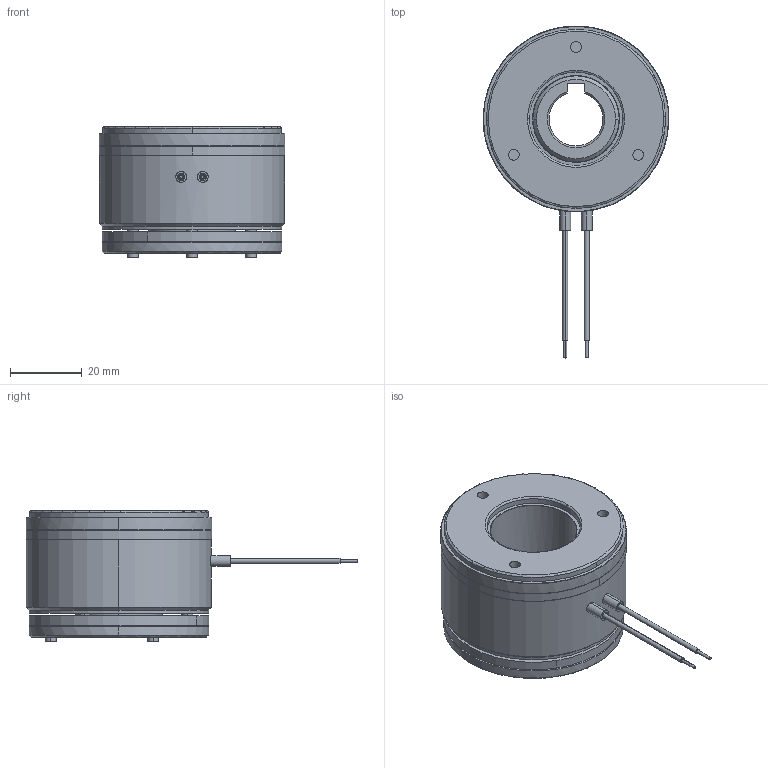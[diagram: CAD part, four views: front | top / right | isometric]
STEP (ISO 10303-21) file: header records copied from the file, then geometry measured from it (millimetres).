
FILE_DESCRIPTION(('STEP AP214'),'1');
FILE_NAME('015-80-0001-001.stp','2023-01-25T05:18:31',(' '),(' '),'Spatial InterOp 3D',' ',' ');
FILE_SCHEMA(('AUTOMOTIVE_DESIGN { 1 0 10303 214 1 1 1 1 }'));
Length unit declared in the file: metre
Products named in the file (9): 015-80-0001-001; 015-80-0001-001(2)^015-80-0001-001.STEP; 015-33-0002-001^015-80-0001-001(2)_015-80-0001-001.STEP; 015-33-0006-001^015-80-0001-001(2)_015-80-0001-001.STEP; 015-33-0007-001^015-80-0001-001(2)_015-80-0001-001.STEP; 015-33-0008-001^015-80-0001-001(2)_015-80-0001-001.STEP; 171-0002-0008-0001^015-80-0001-001(2)_015-80-0001-001.STEP; M3_TIRTILLI_RONDELA
Assembly tree (8 placements, depth 3):
  015-80-0001-001
    015-80-0001-001
    015-80-0001-001(2)^015-80-0001-001.STEP
      015-33-0002-001^015-80-0001-001(2)_015-80-0001-001.STEP
      015-33-0006-001^015-80-0001-001(2)_015-80-0001-001.STEP
      015-33-0007-001^015-80-0001-001(2)_015-80-0001-001.STEP
      015-33-0008-001^015-80-0001-001(2)_015-80-0001-001.STEP
      171-0002-0008-0001^015-80-0001-001(2)_015-80-0001-001.STEP
    M3_TIRTILLI_RONDELA
Bounding box: 51.7 x 92.35 x 36.4 mm (x, y, z)
Volume: 55780.4 mm3; surface area: 24349.9 mm2
Topology: 23 solids, 23 shells, 256 faces, 554 edges, 362 vertices
Faces by surface type: cylinder 153, plane 65, torus 24, cone 14
Entity records: 7891 total; most frequent: CARTESIAN_POINT 1477, DIRECTION 1442, ORIENTED_EDGE 1108, AXIS2_PLACEMENT_3D 635, EDGE_CURVE 554, CIRCLE 369, VERTEX_POINT 362, EDGE_LOOP 336
